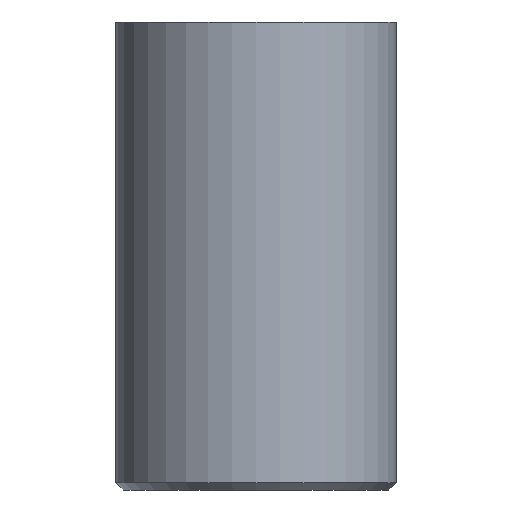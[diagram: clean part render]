
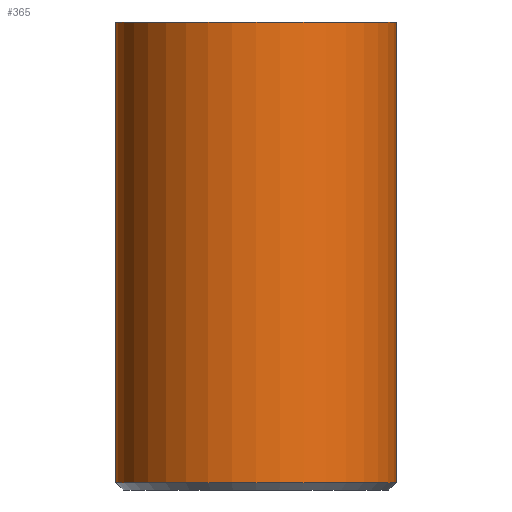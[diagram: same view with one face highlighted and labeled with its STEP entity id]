
A CAD part, front view. The second image highlights one B-rep face of the part: STEP entity #365.
In plain terms, the highlighted cylindrical face has radius 9.525 mm (diameter 19.05 mm), a partial arc.
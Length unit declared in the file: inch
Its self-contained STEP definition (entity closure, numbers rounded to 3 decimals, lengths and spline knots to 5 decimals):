
#36 = ORIENTED_EDGE ( 'NONE', *, *, #395, .T. ) ;
#37 = DIRECTION ( 'NONE',  ( 1., 0., 0. ) ) ;
#82 = CARTESIAN_POINT ( 'NONE',  ( -0.375, -0.0625, -1.25 ) ) ;
#83 = CIRCLE ( 'NONE', #335, 0.375 ) ;
#98 = CARTESIAN_POINT ( 'NONE',  ( 0., -0.0625, 0. ) ) ;
#99 = ORIENTED_EDGE ( 'NONE', *, *, #146, .T. ) ;
#141 = DIRECTION ( 'NONE',  ( 0., 0., 1. ) ) ;
#146 = EDGE_CURVE ( 'NONE', #305, #223, #83, .T. ) ;
#154 = DIRECTION ( 'NONE',  ( 1., 0., 0. ) ) ;
#165 = AXIS2_PLACEMENT_3D ( 'NONE', #201, #170, #167 ) ;
#167 = DIRECTION ( 'NONE',  ( 1., 0., 0. ) ) ;
#170 = DIRECTION ( 'NONE',  ( 0., 0., 1. ) ) ;
#177 = DIRECTION ( 'NONE',  ( 0., 0., 1. ) ) ;
#192 = EDGE_LOOP ( 'NONE', ( #209, #99, #36, #270 ) ) ;
#194 = DIRECTION ( 'NONE',  ( 0., 0., 1. ) ) ;
#201 = CARTESIAN_POINT ( 'NONE',  ( 0., -0.0625, -1.25 ) ) ;
#203 = DIRECTION ( 'NONE',  ( 0., 0., 1. ) ) ;
#205 = VERTEX_POINT ( 'NONE', #410 ) ;
#208 = FACE_OUTER_BOUND ( 'NONE', #192, .T. ) ;
#209 = ORIENTED_EDGE ( 'NONE', *, *, #263, .F. ) ;
#223 = VERTEX_POINT ( 'NONE', #359 ) ;
#237 = CARTESIAN_POINT ( 'NONE',  ( 0.375, -0.0625, 0. ) ) ;
#246 = VERTEX_POINT ( 'NONE', #237 ) ;
#259 = LINE ( 'NONE', #82, #372 ) ;
#263 = EDGE_CURVE ( 'NONE', #305, #205, #259, .T. ) ;
#270 = ORIENTED_EDGE ( 'NONE', *, *, #351, .F. ) ;
#305 = VERTEX_POINT ( 'NONE', #408 ) ;
#328 = CARTESIAN_POINT ( 'NONE',  ( 0., -0.0625, -1.23 ) ) ;
#335 = AXIS2_PLACEMENT_3D ( 'NONE', #328, #194, #154 ) ;
#338 = AXIS2_PLACEMENT_3D ( 'NONE', #98, #141, #37 ) ;
#351 = EDGE_CURVE ( 'NONE', #205, #246, #418, .T. ) ;
#357 = LINE ( 'NONE', #387, #369 ) ;
#359 = CARTESIAN_POINT ( 'NONE',  ( 0.375, -0.0625, -1.23 ) ) ;
#365 = ADVANCED_FACE ( 'NONE', ( #208 ), #425, .T. ) ;
#369 = VECTOR ( 'NONE', #203, 39.37008 ) ;
#372 = VECTOR ( 'NONE', #177, 39.37008 ) ;
#387 = CARTESIAN_POINT ( 'NONE',  ( 0.375, -0.0625, -1.25 ) ) ;
#395 = EDGE_CURVE ( 'NONE', #223, #246, #357, .T. ) ;
#408 = CARTESIAN_POINT ( 'NONE',  ( -0.375, -0.0625, -1.23 ) ) ;
#410 = CARTESIAN_POINT ( 'NONE',  ( -0.375, -0.0625, 0. ) ) ;
#418 = CIRCLE ( 'NONE', #338, 0.375 ) ;
#425 = CYLINDRICAL_SURFACE ( 'NONE', #165, 0.375 ) ;
